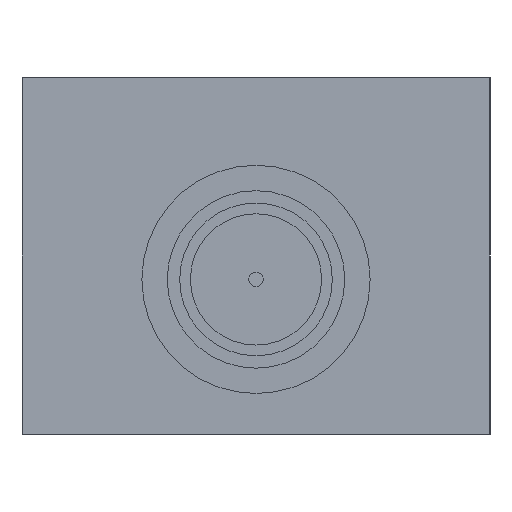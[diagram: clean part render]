
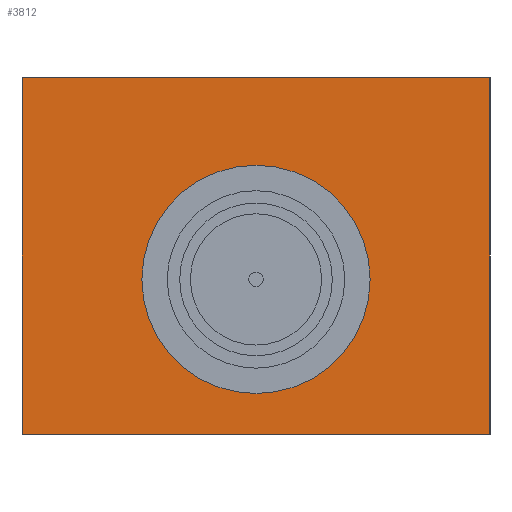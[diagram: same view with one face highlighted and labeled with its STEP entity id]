
A CAD part, left-side view. The second image highlights one B-rep face of the part: STEP entity #3812.
In plain terms, the highlighted planar face has unit normal (-1, 0, 0).
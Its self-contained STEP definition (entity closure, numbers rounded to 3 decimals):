
#3812=ADVANCED_FACE('',(#10720,#10722),#10724,.F.);
#10720=FACE_BOUND('',#10721,.T.);
#10721=EDGE_LOOP('',(#13251,#13252,#13253,#13254));
#10722=FACE_BOUND('',#10723,.T.);
#10723=EDGE_LOOP('',(#13255));
#10724=PLANE('',#10725);
#10725=AXIS2_PLACEMENT_3D('',#10726,#10727,#10728);
#10726=CARTESIAN_POINT('',(-35.5,-8.2,12.5));
#10727=DIRECTION('',(1.,0.,0.));
#10728=DIRECTION('',(0.,0.,-1.));
#13251=ORIENTED_EDGE('',*,*,#14584,.T.);
#13252=ORIENTED_EDGE('',*,*,#14585,.F.);
#13253=ORIENTED_EDGE('',*,*,#14586,.F.);
#13254=ORIENTED_EDGE('',*,*,#14582,.T.);
#13255=ORIENTED_EDGE('',*,*,#13503,.F.);
#13503=EDGE_CURVE('',#14727,#14727,#14728,.T.);
#14582=EDGE_CURVE('',#16534,#16532,#16535,.T.);
#14584=EDGE_CURVE('',#16532,#16537,#16538,.T.);
#14585=EDGE_CURVE('',#16539,#16537,#16540,.T.);
#14586=EDGE_CURVE('',#16534,#16539,#16541,.T.);
#14727=VERTEX_POINT('',#16705);
#14728=CIRCLE('',#16706,4.);
#16532=VERTEX_POINT('',#35626);
#16534=VERTEX_POINT('',#35630);
#16535=LINE('',#35631,#35632);
#16537=VERTEX_POINT('',#35637);
#16538=LINE('',#35638,#35639);
#16539=VERTEX_POINT('',#35641);
#16540=LINE('',#35642,#35643);
#16541=LINE('',#35645,#35646);
#16705=CARTESIAN_POINT('',(-35.5,0.,9.43));
#16706=AXIS2_PLACEMENT_3D('',#16707,#16708,#16709);
#16707=CARTESIAN_POINT('',(-35.5,0.,5.43));
#16708=DIRECTION('',(-1.,-0.,-0.));
#16709=DIRECTION('',(0.,0.,-1.));
#35626=CARTESIAN_POINT('',(-35.5,8.2,0.));
#35630=CARTESIAN_POINT('',(-35.5,8.2,12.5));
#35631=CARTESIAN_POINT('',(-35.5,8.2,12.5));
#35632=VECTOR('',#35633,1.);
#35633=DIRECTION('',(0.,0.,-1.));
#35637=CARTESIAN_POINT('',(-35.5,-8.2,0.));
#35638=CARTESIAN_POINT('',(-35.5,8.2,0.));
#35639=VECTOR('',#35640,1.);
#35640=DIRECTION('',(0.,-1.,0.));
#35641=CARTESIAN_POINT('',(-35.5,-8.2,12.5));
#35642=CARTESIAN_POINT('',(-35.5,-8.2,12.5));
#35643=VECTOR('',#35644,1.);
#35644=DIRECTION('',(0.,0.,-1.));
#35645=CARTESIAN_POINT('',(-35.5,8.2,12.5));
#35646=VECTOR('',#35647,1.);
#35647=DIRECTION('',(0.,-1.,0.));
